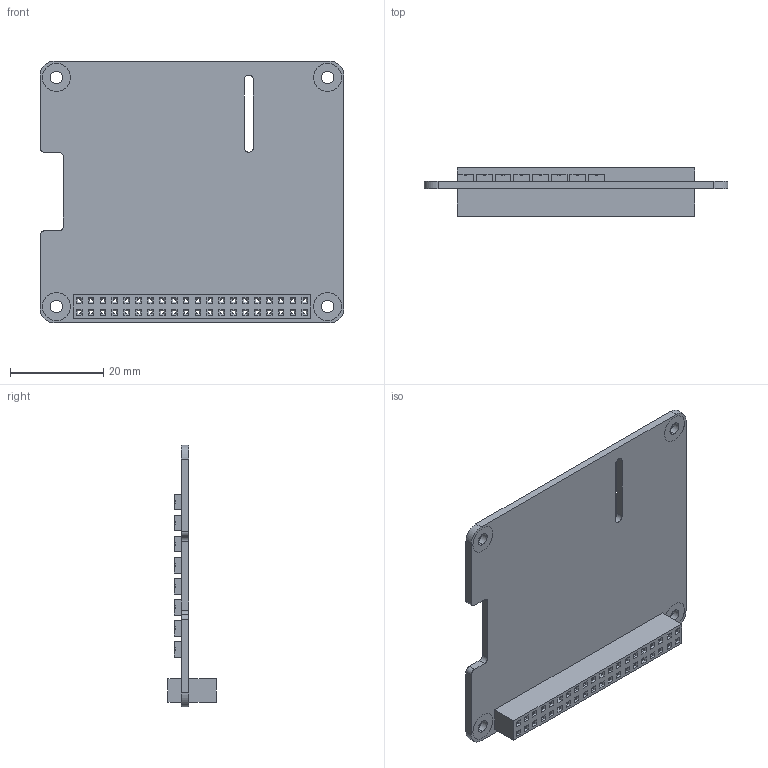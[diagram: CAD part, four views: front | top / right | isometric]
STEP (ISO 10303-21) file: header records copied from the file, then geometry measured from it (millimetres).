
FILE_DESCRIPTION (( 'STEP AP203' ), '1' );
FILE_NAME ('RaspberryPiSenseHAT_STEP_AP203.STEP', '2021-07-31T03:42:13', ( '' ), ( '' ), 'SwSTEP 2.0', 'SolidWorks 2021', '' );
FILE_SCHEMA (( 'CONFIG_CONTROL_DESIGN' ));
Length unit declared in the file: millimetre
Products named in the file (1): RaspberryPiSenseHAT_STEP_AP203
Bounding box: 65 x 10.3 x 56 mm (x, y, z)
Volume: 8652.8 mm3; surface area: 10961.2 mm2
Topology: 1 solids, 1 shells, 1377 faces, 3151 edges, 1994 vertices
Faces by surface type: plane 1134, cylinder 243
Entity records: 38248 total; most frequent: CARTESIAN_POINT 6523, DIRECTION 6393, ORIENTED_EDGE 6302, EDGE_CURVE 3151, LINE 2665, VECTOR 2665, VERTEX_POINT 1994, AXIS2_PLACEMENT_3D 1864
